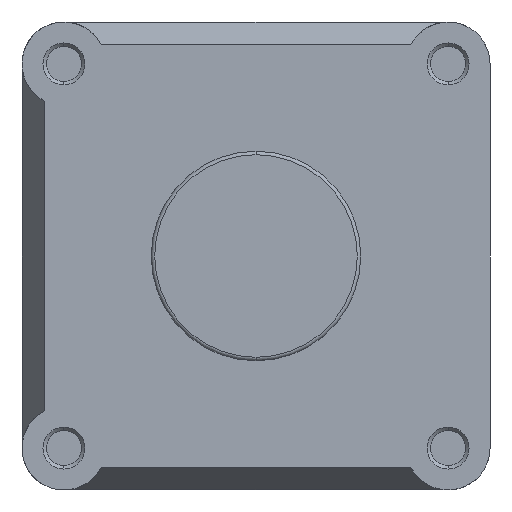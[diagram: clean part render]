
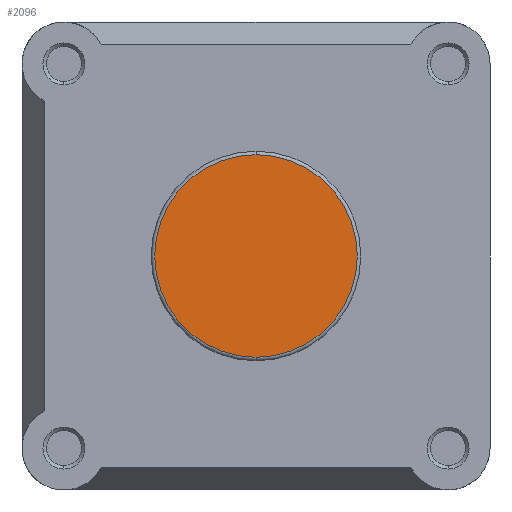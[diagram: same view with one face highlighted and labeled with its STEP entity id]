
A CAD part, left-side view. The second image highlights one B-rep face of the part: STEP entity #2096.
In plain terms, the highlighted planar face has unit normal (-1, 0, 0).
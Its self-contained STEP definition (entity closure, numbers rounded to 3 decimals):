
#386 = AXIS2_PLACEMENT_3D ( 'NONE', #2812, #2818, #2819 ) ;
#743 = AXIS2_PLACEMENT_3D ( 'NONE', #5373, #5374, #5375 ) ;
#765 = AXIS2_PLACEMENT_3D ( 'NONE', #5543, #5552, #5553 ) ;
#940 = VERTEX_POINT ( 'NONE', #2025 ) ;
#941 = VERTEX_POINT ( 'NONE', #2026 ) ;
#2025 = CARTESIAN_POINT ( 'NONE',  ( 0., 0., 29. ) ) ;
#2026 = CARTESIAN_POINT ( 'NONE',  ( 0., 0., -29. ) ) ;
#2096 = ADVANCED_FACE ( 'NONE', ( #7741 ), #2808, .F. ) ;
#2808 = PLANE ( 'NONE',  #386 ) ;
#2812 = CARTESIAN_POINT ( 'NONE',  ( 0., 30., 0. ) ) ;
#2818 = DIRECTION ( 'NONE',  ( 1., 0., 0. ) ) ;
#2819 = DIRECTION ( 'NONE',  ( 0., 0., -1. ) ) ;
#4581 = CIRCLE ( 'NONE', #743, 29. ) ;
#4717 = CIRCLE ( 'NONE', #765, 29. ) ;
#5373 = CARTESIAN_POINT ( 'NONE',  ( 0., 0., 0. ) ) ;
#5374 = DIRECTION ( 'NONE',  ( -1., 0., 0. ) ) ;
#5375 = DIRECTION ( 'NONE',  ( 0., 0., -1. ) ) ;
#5543 = CARTESIAN_POINT ( 'NONE',  ( 0., 0., 0. ) ) ;
#5552 = DIRECTION ( 'NONE',  ( -1., 0., 0. ) ) ;
#5553 = DIRECTION ( 'NONE',  ( 0., 0., -1. ) ) ;
#6377 = ORIENTED_EDGE ( 'NONE', *, *, #8008, .T. ) ;
#6390 = ORIENTED_EDGE ( 'NONE', *, *, #8086, .T. ) ;
#7156 = EDGE_LOOP ( 'NONE', ( #6390, #6377 ) ) ;
#7741 = FACE_OUTER_BOUND ( 'NONE', #7156, .T. ) ;
#8008 = EDGE_CURVE ( 'NONE', #940, #941, #4581, .T. ) ;
#8086 = EDGE_CURVE ( 'NONE', #941, #940, #4717, .T. ) ;
